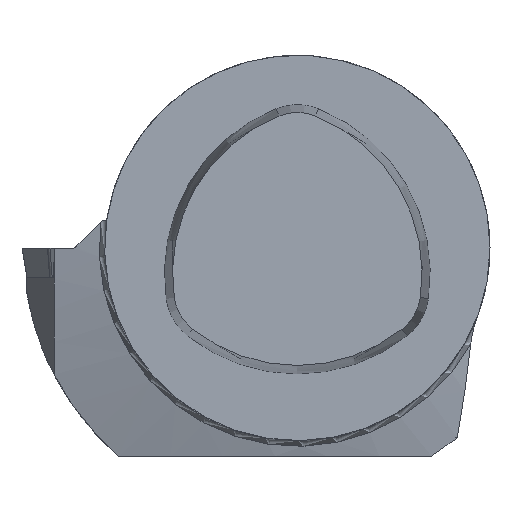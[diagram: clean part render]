
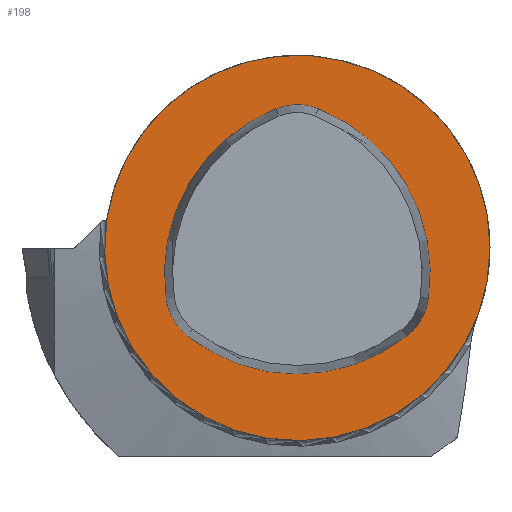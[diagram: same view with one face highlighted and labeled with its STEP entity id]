
A CAD part, top view. The second image highlights one B-rep face of the part: STEP entity #198.
In plain terms, the highlighted planar face has unit normal (0, 0, 1).
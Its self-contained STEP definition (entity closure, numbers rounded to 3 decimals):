
#98=FACE_BOUND('',#378,.T.);
#99=FACE_BOUND('',#379,.T.);
#121=CIRCLE('',#1355,31.5);
#129=CIRCLE('',#1375,29.);
#130=CIRCLE('',#1376,9.4);
#131=CIRCLE('',#1377,29.);
#132=CIRCLE('',#1378,9.4);
#133=CIRCLE('',#1379,29.);
#134=CIRCLE('',#1380,9.4);
#198=ADVANCED_FACE('',(#98,#99),#254,.T.);
#254=PLANE('',#1381);
#378=EDGE_LOOP('',(#626));
#379=EDGE_LOOP('',(#627,#628,#629,#630,#631,#632));
#626=ORIENTED_EDGE('',*,*,#973,.T.);
#627=ORIENTED_EDGE('',*,*,#996,.F.);
#628=ORIENTED_EDGE('',*,*,#997,.F.);
#629=ORIENTED_EDGE('',*,*,#998,.F.);
#630=ORIENTED_EDGE('',*,*,#999,.F.);
#631=ORIENTED_EDGE('',*,*,#1000,.F.);
#632=ORIENTED_EDGE('',*,*,#1001,.F.);
#843=VERTEX_POINT('',#2020);
#861=VERTEX_POINT('',#2083);
#862=VERTEX_POINT('',#2084);
#863=VERTEX_POINT('',#2086);
#864=VERTEX_POINT('',#2088);
#865=VERTEX_POINT('',#2090);
#866=VERTEX_POINT('',#2092);
#973=EDGE_CURVE('',#843,#843,#121,.T.);
#996=EDGE_CURVE('',#861,#862,#129,.T.);
#997=EDGE_CURVE('',#863,#861,#130,.T.);
#998=EDGE_CURVE('',#864,#863,#131,.T.);
#999=EDGE_CURVE('',#865,#864,#132,.T.);
#1000=EDGE_CURVE('',#866,#865,#133,.T.);
#1001=EDGE_CURVE('',#862,#866,#134,.T.);
#1355=AXIS2_PLACEMENT_3D('',#2019,#1586,#1587);
#1375=AXIS2_PLACEMENT_3D('',#2082,#1635,#1636);
#1376=AXIS2_PLACEMENT_3D('',#2085,#1637,#1638);
#1377=AXIS2_PLACEMENT_3D('',#2087,#1639,#1640);
#1378=AXIS2_PLACEMENT_3D('',#2089,#1641,#1642);
#1379=AXIS2_PLACEMENT_3D('',#2091,#1643,#1644);
#1380=AXIS2_PLACEMENT_3D('',#2093,#1645,#1646);
#1381=AXIS2_PLACEMENT_3D('',#2094,#1647,#1648);
#1586=DIRECTION('',(0.,0.,1.));
#1587=DIRECTION('',(1.,0.,0.));
#1635=DIRECTION('',(0.,0.,1.));
#1636=DIRECTION('',(1.,0.,0.));
#1637=DIRECTION('',(0.,0.,1.));
#1638=DIRECTION('',(1.,0.,0.));
#1639=DIRECTION('',(0.,0.,1.));
#1640=DIRECTION('',(1.,0.,0.));
#1641=DIRECTION('',(0.,0.,1.));
#1642=DIRECTION('',(1.,0.,0.));
#1643=DIRECTION('',(0.,0.,1.));
#1644=DIRECTION('',(1.,0.,0.));
#1645=DIRECTION('',(0.,0.,1.));
#1646=DIRECTION('',(1.,0.,0.));
#1647=DIRECTION('',(0.,0.,1.));
#1648=DIRECTION('',(-1.,0.,0.));
#2019=CARTESIAN_POINT('',(0.,0.,0.));
#2020=CARTESIAN_POINT('',(31.5,0.,0.));
#2082=CARTESIAN_POINT('',(7.275,-4.2,0.));
#2083=CARTESIAN_POINT('',(-3.489,22.729,0.));
#2084=CARTESIAN_POINT('',(-21.428,-8.343,0.));
#2085=CARTESIAN_POINT('',(0.,14.,0.));
#2086=CARTESIAN_POINT('',(3.489,22.729,0.));
#2087=CARTESIAN_POINT('',(-7.275,-4.2,0.));
#2088=CARTESIAN_POINT('',(21.428,-8.343,0.));
#2089=CARTESIAN_POINT('',(12.124,-7.,0.));
#2090=CARTESIAN_POINT('',(17.939,-14.386,0.));
#2091=CARTESIAN_POINT('',(0.,8.4,0.));
#2092=CARTESIAN_POINT('',(-17.939,-14.386,0.));
#2093=CARTESIAN_POINT('',(-12.124,-7.,0.));
#2094=CARTESIAN_POINT('',(0.,0.,0.));
